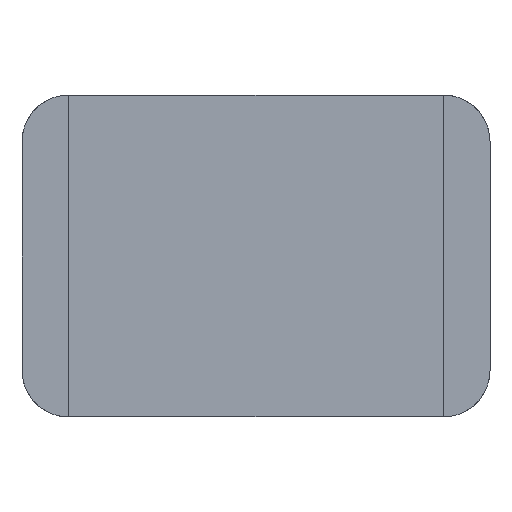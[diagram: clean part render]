
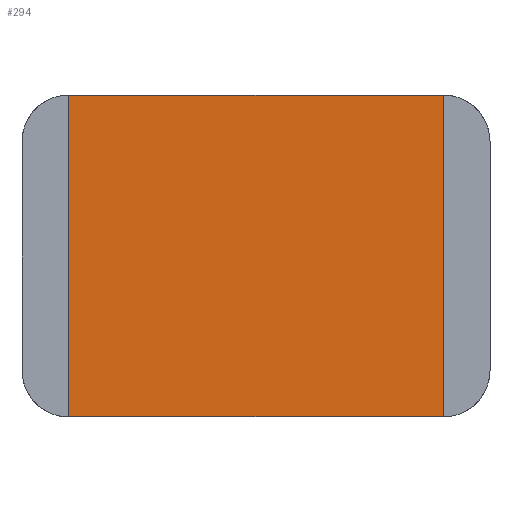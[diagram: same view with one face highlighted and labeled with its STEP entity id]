
A CAD part, front view. The second image highlights one B-rep face of the part: STEP entity #294.
In plain terms, the highlighted planar face has unit normal (0, -1, 0).
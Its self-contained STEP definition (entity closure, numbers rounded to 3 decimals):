
#12 = ORIENTED_EDGE ( 'NONE', *, *, #317, .F. ) ;
#21 = CARTESIAN_POINT ( 'NONE',  ( 45., 25., 34.4 ) ) ;
#31 = FACE_OUTER_BOUND ( 'NONE', #505, .T. ) ;
#45 = VERTEX_POINT ( 'NONE', #571 ) ;
#50 = ORIENTED_EDGE ( 'NONE', *, *, #72, .F. ) ;
#71 = DIRECTION ( 'NONE',  ( 1., 0., 0. ) ) ;
#72 = EDGE_CURVE ( 'NONE', #595, #45, #445, .T. ) ;
#102 = DIRECTION ( 'NONE',  ( 0., 0., -1. ) ) ;
#120 = VECTOR ( 'NONE', #102, 1000. ) ;
#137 = VERTEX_POINT ( 'NONE', #198 ) ;
#162 = DIRECTION ( 'NONE',  ( 0., 1., 0. ) ) ;
#198 = CARTESIAN_POINT ( 'NONE',  ( 5., 25., 34.4 ) ) ;
#217 = PLANE ( 'NONE',  #541 ) ;
#244 = VECTOR ( 'NONE', #293, 1000. ) ;
#288 = DIRECTION ( 'NONE',  ( 1., 0., 0. ) ) ;
#289 = VECTOR ( 'NONE', #288, 1000. ) ;
#292 = LINE ( 'NONE', #679, #289 ) ;
#293 = DIRECTION ( 'NONE',  ( 0., 0., -1. ) ) ;
#294 = ADVANCED_FACE ( 'NONE', ( #31 ), #217, .F. ) ;
#298 = LINE ( 'NONE', #577, #696 ) ;
#309 = CARTESIAN_POINT ( 'NONE',  ( 5., 25., 0. ) ) ;
#317 = EDGE_CURVE ( 'NONE', #137, #595, #292, .T. ) ;
#321 = CARTESIAN_POINT ( 'NONE',  ( 5., 25., 34.4 ) ) ;
#324 = ORIENTED_EDGE ( 'NONE', *, *, #574, .T. ) ;
#375 = LINE ( 'NONE', #321, #120 ) ;
#418 = ORIENTED_EDGE ( 'NONE', *, *, #484, .T. ) ;
#431 = VERTEX_POINT ( 'NONE', #309 ) ;
#441 = CARTESIAN_POINT ( 'NONE',  ( 5., 25., 34.4 ) ) ;
#445 = LINE ( 'NONE', #568, #244 ) ;
#483 = DIRECTION ( 'NONE',  ( 0., 0., 1. ) ) ;
#484 = EDGE_CURVE ( 'NONE', #137, #431, #375, .T. ) ;
#505 = EDGE_LOOP ( 'NONE', ( #324, #50, #12, #418 ) ) ;
#541 = AXIS2_PLACEMENT_3D ( 'NONE', #441, #162, #483 ) ;
#568 = CARTESIAN_POINT ( 'NONE',  ( 45., 25., 34.4 ) ) ;
#571 = CARTESIAN_POINT ( 'NONE',  ( 45., 25., 0. ) ) ;
#574 = EDGE_CURVE ( 'NONE', #431, #45, #298, .T. ) ;
#577 = CARTESIAN_POINT ( 'NONE',  ( 5., 25., 0. ) ) ;
#595 = VERTEX_POINT ( 'NONE', #21 ) ;
#679 = CARTESIAN_POINT ( 'NONE',  ( 5., 25., 34.4 ) ) ;
#696 = VECTOR ( 'NONE', #71, 1000. ) ;
